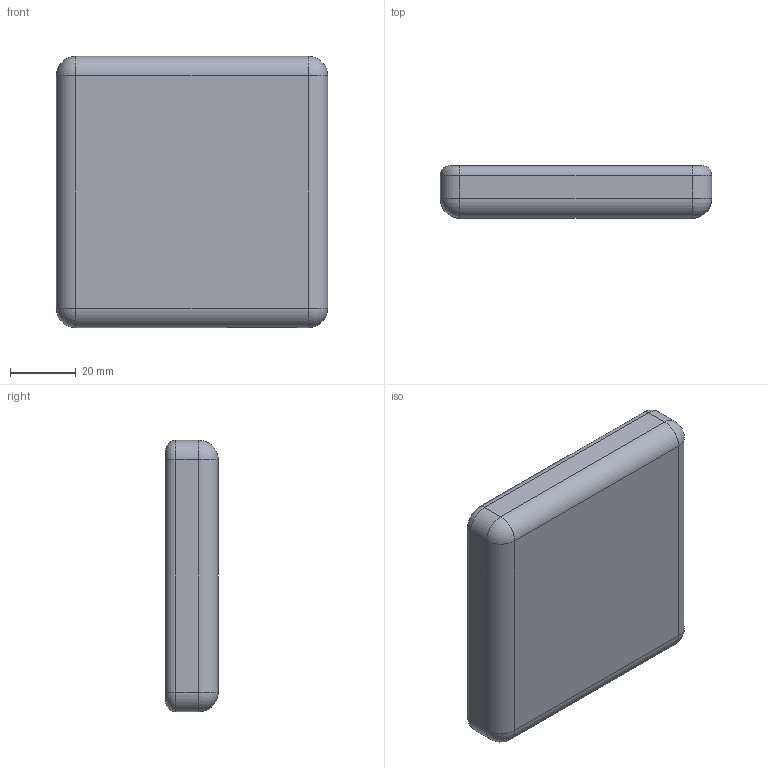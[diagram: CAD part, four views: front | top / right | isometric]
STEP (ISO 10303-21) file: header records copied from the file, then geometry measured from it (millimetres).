
FILE_DESCRIPTION(/* description */ ('STEP AP242 Edition 2','CAx-IF Rec.Pracs.---Representation and Presentation of Product Manufacturing Information (PMI)---4.0---2014-10-13','CAx-IF Rec.Pracs.---3D Tessellated Geometry---0.4---2014-09-14','2;1','CAx-IF Rec.Pracs.---User Defined Attributes---1.5---2016-08-15'),/* implementation_level */ '2;1');
FILE_NAME(/* name */ '695e99570a6ed3e3bade14ad',/* time_stamp */ '2026-01-07T17:35:19Z',/* author */ (''),/* organization */ (''),/* preprocessor_version */ 'ST-DEVELOPER v20',/* originating_system */ 'ONSHAPE BY PTC INC, 1.208',/* authorisation */ ' ');
FILE_SCHEMA (('AP242_MANAGED_MODEL_BASED_3D_ENGINEERING_MIM_LF { 1 0 10303 442 3 1 4 }'));
Length unit declared in the file: metre
Products named in the file (4): Assembly 1; Part 1; NTD_PCB
Assembly tree (3 placements, depth 2):
  Assembly 1
    Part 1
    Part 1
    NTD_PCB
Bounding box: 82.8 x 16 x 82.8 mm (x, y, z)
Volume: 66017.9 mm3; surface area: 40565.8 mm2
Topology: 3 solids, 3 shells, 811 faces, 2207 edges, 1464 vertices
Faces by surface type: plane 420, bspline 228, cylinder 151, torus 4, cone 4, sphere 4
Full cylindrical faces by diameter (mm): 0.889 x14, 1 x4, 1.5 x12, 1.7 x12, 3.2 x8, 4 x6
Entity records: 26267 total; most frequent: CARTESIAN_POINT 7112, ORIENTED_EDGE 4270, DIRECTION 3105, EDGE_CURVE 2135, VERTEX_POINT 1460, LINE 1311, VECTOR 1311, FACE_BOUND 1063
